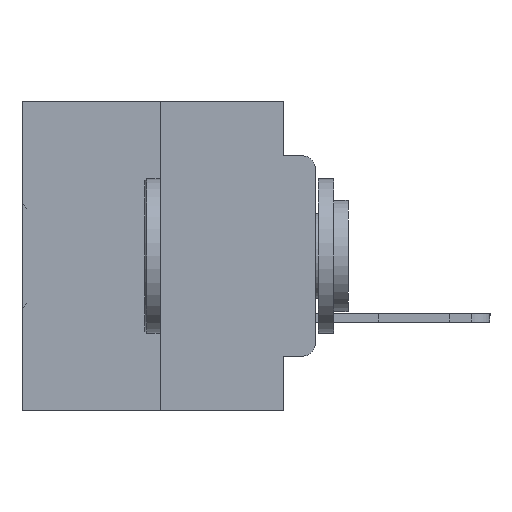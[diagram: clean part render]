
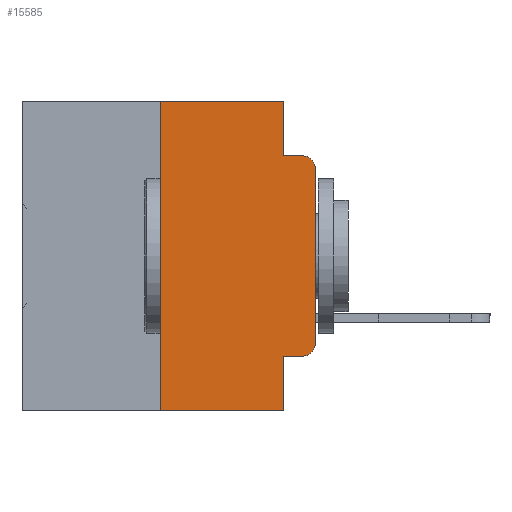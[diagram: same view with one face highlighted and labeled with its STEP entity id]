
A CAD part, left-side view. The second image highlights one B-rep face of the part: STEP entity #15585.
In plain terms, the highlighted planar face has unit normal (-1, 0, 0).
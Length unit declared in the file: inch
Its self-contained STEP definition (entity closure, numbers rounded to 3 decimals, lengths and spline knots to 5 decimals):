
#301 = DIRECTION ( 'NONE',  ( -1., 0., 0. ) ) ;
#322 = CARTESIAN_POINT ( 'NONE',  ( 0., 0.02, -0.3915 ) ) ;
#541 = ORIENTED_EDGE ( 'NONE', *, *, #23159, .F. ) ;
#583 = DIRECTION ( 'NONE',  ( 0., 0., -1. ) ) ;
#905 = VECTOR ( 'NONE', #14570, 39.37008 ) ;
#1529 = LINE ( 'NONE', #27240, #26963 ) ;
#1554 = VERTEX_POINT ( 'NONE', #23622 ) ;
#1646 = VERTEX_POINT ( 'NONE', #15131 ) ;
#1760 = ORIENTED_EDGE ( 'NONE', *, *, #4476, .F. ) ;
#1794 = EDGE_CURVE ( 'NONE', #30398, #11566, #27605, .T. ) ;
#2059 = DIRECTION ( 'NONE',  ( 0., 0., -1. ) ) ;
#3469 = VERTEX_POINT ( 'NONE', #19141 ) ;
#3671 = VERTEX_POINT ( 'NONE', #25055 ) ;
#4041 = LINE ( 'NONE', #31328, #29556 ) ;
#4476 = EDGE_CURVE ( 'NONE', #3469, #1646, #9883, .T. ) ;
#5285 = CARTESIAN_POINT ( 'NONE',  ( 0., 0.02, -0.1085 ) ) ;
#5442 = EDGE_CURVE ( 'NONE', #7865, #14527, #20998, .T. ) ;
#5540 = CARTESIAN_POINT ( 'NONE',  ( 0., 0.051, -0.0885 ) ) ;
#5731 = AXIS2_PLACEMENT_3D ( 'NONE', #31150, #15754, #583 ) ;
#5782 = DIRECTION ( 'NONE',  ( 0., 0., -1. ) ) ;
#6871 = ORIENTED_EDGE ( 'NONE', *, *, #5442, .F. ) ;
#6894 = DIRECTION ( 'NONE',  ( 0., 0., 1. ) ) ;
#7280 = VERTEX_POINT ( 'NONE', #28942 ) ;
#7834 = DIRECTION ( 'NONE',  ( 0., 0., -1. ) ) ;
#7865 = VERTEX_POINT ( 'NONE', #13484 ) ;
#9442 = EDGE_CURVE ( 'NONE', #3671, #1646, #4041, .T. ) ;
#9883 = LINE ( 'NONE', #20966, #29461 ) ;
#10023 = ORIENTED_EDGE ( 'NONE', *, *, #26366, .T. ) ;
#10082 = ORIENTED_EDGE ( 'NONE', *, *, #23884, .T. ) ;
#10612 = DIRECTION ( 'NONE',  ( 0., -1., 0. ) ) ;
#10987 = LINE ( 'NONE', #14399, #14549 ) ;
#11566 = VERTEX_POINT ( 'NONE', #20042 ) ;
#13186 = ORIENTED_EDGE ( 'NONE', *, *, #30573, .T. ) ;
#13484 = CARTESIAN_POINT ( 'NONE',  ( 0., 0.051, 0. ) ) ;
#14210 = VECTOR ( 'NONE', #2059, 39.37008 ) ;
#14399 = CARTESIAN_POINT ( 'NONE',  ( 0., 0.473, 0. ) ) ;
#14527 = VERTEX_POINT ( 'NONE', #24203 ) ;
#14549 = VECTOR ( 'NONE', #16967, 39.37008 ) ;
#14570 = DIRECTION ( 'NONE',  ( 0., 0., 1. ) ) ;
#15131 = CARTESIAN_POINT ( 'NONE',  ( 0., 0.051, -0.5 ) ) ;
#15585 = ADVANCED_FACE ( 'NONE', ( #29280 ), #25922, .F. ) ;
#15754 = DIRECTION ( 'NONE',  ( 1., 0., 0. ) ) ;
#16967 = DIRECTION ( 'NONE',  ( 0., -1., 0. ) ) ;
#17247 = CARTESIAN_POINT ( 'NONE',  ( 0., 0.051, 0. ) ) ;
#17269 = CARTESIAN_POINT ( 'NONE',  ( 0., 0.02, -0.4115 ) ) ;
#17495 = CARTESIAN_POINT ( 'NONE',  ( 0., 0.051, -0.4115 ) ) ;
#18123 = LINE ( 'NONE', #17495, #31019 ) ;
#18530 = EDGE_CURVE ( 'NONE', #14527, #18726, #31600, .T. ) ;
#18726 = VERTEX_POINT ( 'NONE', #21501 ) ;
#19141 = CARTESIAN_POINT ( 'NONE',  ( 0., 0.051, -0.4115 ) ) ;
#19606 = ORIENTED_EDGE ( 'NONE', *, *, #9442, .T. ) ;
#20042 = CARTESIAN_POINT ( 'NONE',  ( 0., 0., -0.3915 ) ) ;
#20052 = DIRECTION ( 'NONE',  ( 0., -1., 0. ) ) ;
#20803 = EDGE_CURVE ( 'NONE', #1554, #7865, #10987, .T. ) ;
#20966 = CARTESIAN_POINT ( 'NONE',  ( 0., 0.051, 0. ) ) ;
#20998 = LINE ( 'NONE', #17247, #14210 ) ;
#21501 = CARTESIAN_POINT ( 'NONE',  ( 0., 0.02, -0.0885 ) ) ;
#21954 = DIRECTION ( 'NONE',  ( 0., 0., -1. ) ) ;
#23064 = DIRECTION ( 'NONE',  ( -1., 0., 0. ) ) ;
#23159 = EDGE_CURVE ( 'NONE', #3671, #1554, #1529, .T. ) ;
#23622 = CARTESIAN_POINT ( 'NONE',  ( 0., 0.25, 0. ) ) ;
#23884 = EDGE_CURVE ( 'NONE', #3469, #30398, #18123, .T. ) ;
#24203 = CARTESIAN_POINT ( 'NONE',  ( 0., 0.051, -0.0885 ) ) ;
#24712 = VECTOR ( 'NONE', #10612, 39.37008 ) ;
#24810 = AXIS2_PLACEMENT_3D ( 'NONE', #322, #301, #21954 ) ;
#25055 = CARTESIAN_POINT ( 'NONE',  ( 0., 0.25, -0.5 ) ) ;
#25922 = PLANE ( 'NONE',  #5731 ) ;
#26193 = DIRECTION ( 'NONE',  ( 0., -1., 0. ) ) ;
#26366 = EDGE_CURVE ( 'NONE', #11566, #7280, #27944, .T. ) ;
#26963 = VECTOR ( 'NONE', #6894, 39.37008 ) ;
#27071 = AXIS2_PLACEMENT_3D ( 'NONE', #5285, #23064, #7834 ) ;
#27240 = CARTESIAN_POINT ( 'NONE',  ( 0., 0.25, 0. ) ) ;
#27302 = CARTESIAN_POINT ( 'NONE',  ( 0., 0., 0. ) ) ;
#27605 = CIRCLE ( 'NONE', #24810, 0.02 ) ;
#27944 = LINE ( 'NONE', #27302, #905 ) ;
#28425 = ORIENTED_EDGE ( 'NONE', *, *, #1794, .T. ) ;
#28942 = CARTESIAN_POINT ( 'NONE',  ( 0., 0., -0.1085 ) ) ;
#29078 = CIRCLE ( 'NONE', #27071, 0.02 ) ;
#29280 = FACE_OUTER_BOUND ( 'NONE', #33135, .T. ) ;
#29461 = VECTOR ( 'NONE', #5782, 39.37008 ) ;
#29556 = VECTOR ( 'NONE', #26193, 39.37008 ) ;
#29627 = ORIENTED_EDGE ( 'NONE', *, *, #20803, .F. ) ;
#30030 = ORIENTED_EDGE ( 'NONE', *, *, #18530, .F. ) ;
#30398 = VERTEX_POINT ( 'NONE', #17269 ) ;
#30573 = EDGE_CURVE ( 'NONE', #7280, #18726, #29078, .T. ) ;
#31019 = VECTOR ( 'NONE', #20052, 39.37008 ) ;
#31150 = CARTESIAN_POINT ( 'NONE',  ( 0., 0.473, 0. ) ) ;
#31328 = CARTESIAN_POINT ( 'NONE',  ( 0., 0.473, -0.5 ) ) ;
#31600 = LINE ( 'NONE', #5540, #24712 ) ;
#33135 = EDGE_LOOP ( 'NONE', ( #10023, #13186, #30030, #6871, #29627, #541, #19606, #1760, #10082, #28425 ) ) ;
